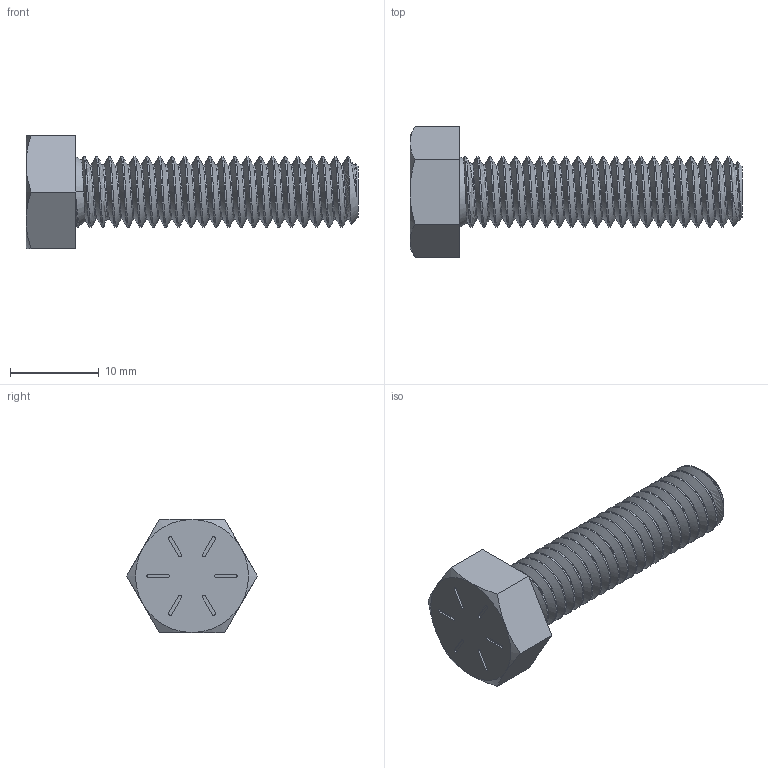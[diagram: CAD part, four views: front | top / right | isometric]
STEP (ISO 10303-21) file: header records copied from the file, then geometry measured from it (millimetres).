
FILE_DESCRIPTION (( 'STEP AP203' ), '1' );
FILE_NAME ('92620A585.STEP', '2019-10-04T01:18:13', ( '' ), ( '' ), 'SwSTEP 2.0', 'SolidWorks 2017', '' );
FILE_SCHEMA (( 'CONFIG_CONTROL_DESIGN' ));
Length unit declared in the file: inch
Products named in the file (1): 92620A585
Bounding box: 37.31 x 14.66 x 12.7 mm (x, y, z)
Volume: 2012.6 mm3; surface area: 1715.6 mm2
Topology: 1 solids, 1 shells, 102 faces, 272 edges, 179 vertices
Faces by surface type: cylinder 61, plane 27, cone 11, bspline 3
Entity records: 6844 total; most frequent: CARTESIAN_POINT 4508, ORIENTED_EDGE 544, DIRECTION 401, EDGE_CURVE 272, VERTEX_POINT 179, AXIS2_PLACEMENT_3D 144, VECTOR 113, LINE 113
